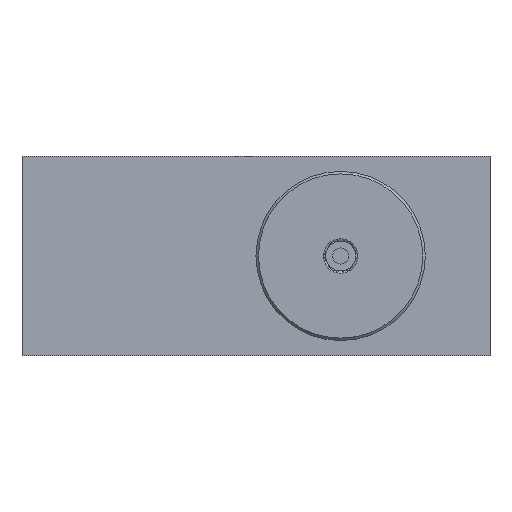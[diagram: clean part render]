
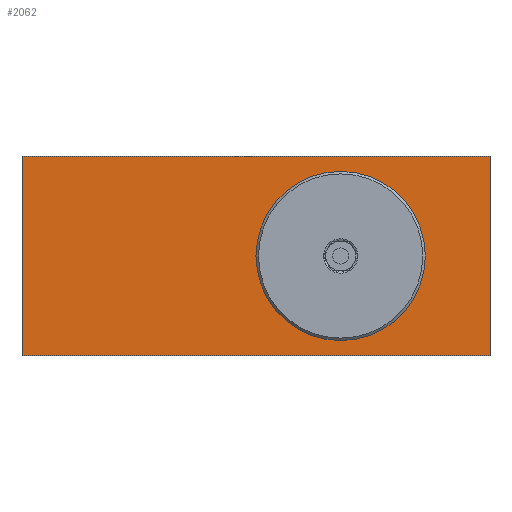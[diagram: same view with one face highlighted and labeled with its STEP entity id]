
A CAD part, left-side view. The second image highlights one B-rep face of the part: STEP entity #2062.
In plain terms, the highlighted planar face has unit normal (-1, 0, 0).
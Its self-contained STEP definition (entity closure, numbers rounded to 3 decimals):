
#109=LINE('',#3144,#229);
#112=LINE('',#3216,#232);
#113=LINE('',#3219,#233);
#114=LINE('',#3220,#234);
#229=VECTOR('',#2522,1000.);
#232=VECTOR('',#2611,1000.);
#233=VECTOR('',#2612,1000.);
#234=VECTOR('',#2613,1000.);
#358=PLANE('',#2293);
#472=ORIENTED_EDGE('',*,*,#1017,.T.);
#473=ORIENTED_EDGE('',*,*,#1018,.F.);
#474=ORIENTED_EDGE('',*,*,#992,.T.);
#475=ORIENTED_EDGE('',*,*,#1019,.T.);
#992=EDGE_CURVE('',#1277,#1275,#109,.T.);
#1017=EDGE_CURVE('',#1303,#1304,#112,.T.);
#1018=EDGE_CURVE('',#1277,#1304,#113,.T.);
#1019=EDGE_CURVE('',#1275,#1303,#114,.T.);
#1275=VERTEX_POINT('',#3142);
#1277=VERTEX_POINT('',#3145);
#1303=VERTEX_POINT('',#3217);
#1304=VERTEX_POINT('',#3218);
#1635=EDGE_LOOP('',(#472,#473,#474,#475));
#1841=FACE_BOUND('',#1635,.T.);
#2062=ADVANCED_FACE('',(#1841),#358,.T.);
#2293=AXIS2_PLACEMENT_3D('',#3215,#2609,#2610);
#2522=DIRECTION('',(0.,-1.,0.));
#2609=DIRECTION('',(-1.,0.,0.));
#2610=DIRECTION('',(0.,0.,1.));
#2611=DIRECTION('',(0.,1.,0.));
#2612=DIRECTION('',(0.,0.,1.));
#2613=DIRECTION('',(0.,0.,1.));
#3142=CARTESIAN_POINT('',(0.,0.,0.));
#3144=CARTESIAN_POINT('',(0.,94.,0.));
#3145=CARTESIAN_POINT('',(0.,94.,0.));
#3215=CARTESIAN_POINT('',(0.,0.,0.));
#3216=CARTESIAN_POINT('',(0.,0.,40.));
#3217=CARTESIAN_POINT('',(0.,0.,40.));
#3218=CARTESIAN_POINT('',(0.,94.,40.));
#3219=CARTESIAN_POINT('',(0.,94.,0.));
#3220=CARTESIAN_POINT('',(0.,0.,0.));
